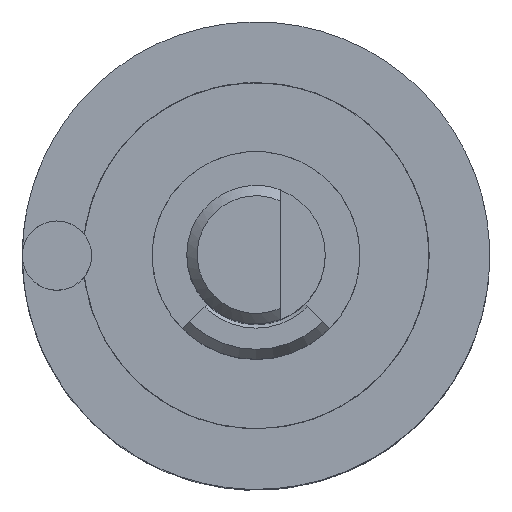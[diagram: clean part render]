
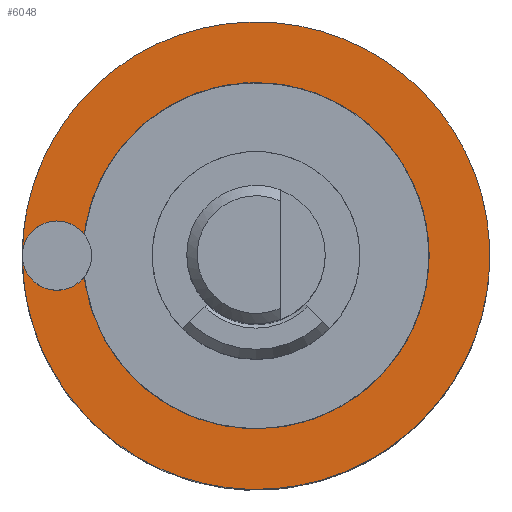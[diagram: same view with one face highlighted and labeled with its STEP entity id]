
A CAD part, top view. The second image highlights one B-rep face of the part: STEP entity #6048.
In plain terms, the highlighted face is planar.
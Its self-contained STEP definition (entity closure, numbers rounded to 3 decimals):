
#270 = AXIS2_PLACEMENT_3D ( 'NONE', #10336, #3568, #10409 ) ;
#721 = CIRCLE ( 'NONE', #8830, 1. ) ;
#909 = CARTESIAN_POINT ( 'NONE',  ( 4.962, -0.616, 3.267 ) ) ;
#1719 = CARTESIAN_POINT ( 'NONE',  ( 4.962, 0.616, 3.267 ) ) ;
#2147 = CIRCLE ( 'NONE', #7274, 6.75 ) ;
#2711 = DIRECTION ( 'NONE',  ( 0., 0., 1. ) ) ;
#2749 = CARTESIAN_POINT ( 'NONE',  ( 0., 0., 3.267 ) ) ;
#3376 = FACE_OUTER_BOUND ( 'NONE', #6816, .T. ) ;
#3568 = DIRECTION ( 'NONE',  ( 0., 0., 1. ) ) ;
#3597 = CIRCLE ( 'NONE', #5088, 1. ) ;
#3649 = ORIENTED_EDGE ( 'NONE', *, *, #10670, .F. ) ;
#4360 = DIRECTION ( 'NONE',  ( -1., 0., 0. ) ) ;
#4379 = VERTEX_POINT ( 'NONE', #909 ) ;
#4444 = DIRECTION ( 'NONE',  ( 0., 0., -1. ) ) ;
#4460 = DIRECTION ( 'NONE',  ( -1., 0., 0. ) ) ;
#4506 = PLANE ( 'NONE',  #4703 ) ;
#4703 = AXIS2_PLACEMENT_3D ( 'NONE', #12445, #11427, #6585 ) ;
#5088 = AXIS2_PLACEMENT_3D ( 'NONE', #11507, #7470, #4460 ) ;
#5307 = EDGE_CURVE ( 'NONE', #11565, #4379, #7696, .T. ) ;
#5664 = DIRECTION ( 'NONE',  ( 1., 0., 0. ) ) ;
#5932 = ORIENTED_EDGE ( 'NONE', *, *, #9406, .F. ) ;
#6037 = CARTESIAN_POINT ( 'NONE',  ( 6.75, 0., 3.267 ) ) ;
#6048 = ADVANCED_FACE ( 'NONE', ( #3376 ), #4506, .T. ) ;
#6254 = ORIENTED_EDGE ( 'NONE', *, *, #5307, .T. ) ;
#6394 = CARTESIAN_POINT ( 'NONE',  ( 5.75, 0., 3.267 ) ) ;
#6585 = DIRECTION ( 'NONE',  ( -1., 0., 0. ) ) ;
#6816 = EDGE_LOOP ( 'NONE', ( #5932, #6254, #3649, #7395 ) ) ;
#7138 = EDGE_CURVE ( 'NONE', #8182, #8182, #2147, .T. ) ;
#7274 = AXIS2_PLACEMENT_3D ( 'NONE', #2749, #2711, #5664 ) ;
#7395 = ORIENTED_EDGE ( 'NONE', *, *, #7138, .F. ) ;
#7470 = DIRECTION ( 'NONE',  ( 0., 0., -1. ) ) ;
#7696 = CIRCLE ( 'NONE', #270, 5. ) ;
#8182 = VERTEX_POINT ( 'NONE', #6037 ) ;
#8830 = AXIS2_PLACEMENT_3D ( 'NONE', #6394, #4444, #4360 ) ;
#9406 = EDGE_CURVE ( 'NONE', #11565, #8182, #721, .T. ) ;
#10336 = CARTESIAN_POINT ( 'NONE',  ( 0., 0., 3.267 ) ) ;
#10409 = DIRECTION ( 'NONE',  ( 0., 1., 0. ) ) ;
#10670 = EDGE_CURVE ( 'NONE', #8182, #4379, #3597, .T. ) ;
#11427 = DIRECTION ( 'NONE',  ( 0., 0., -1. ) ) ;
#11507 = CARTESIAN_POINT ( 'NONE',  ( 5.75, 0., 3.267 ) ) ;
#11565 = VERTEX_POINT ( 'NONE', #1719 ) ;
#12445 = CARTESIAN_POINT ( 'NONE',  ( 6.75, 0., 3.267 ) ) ;
